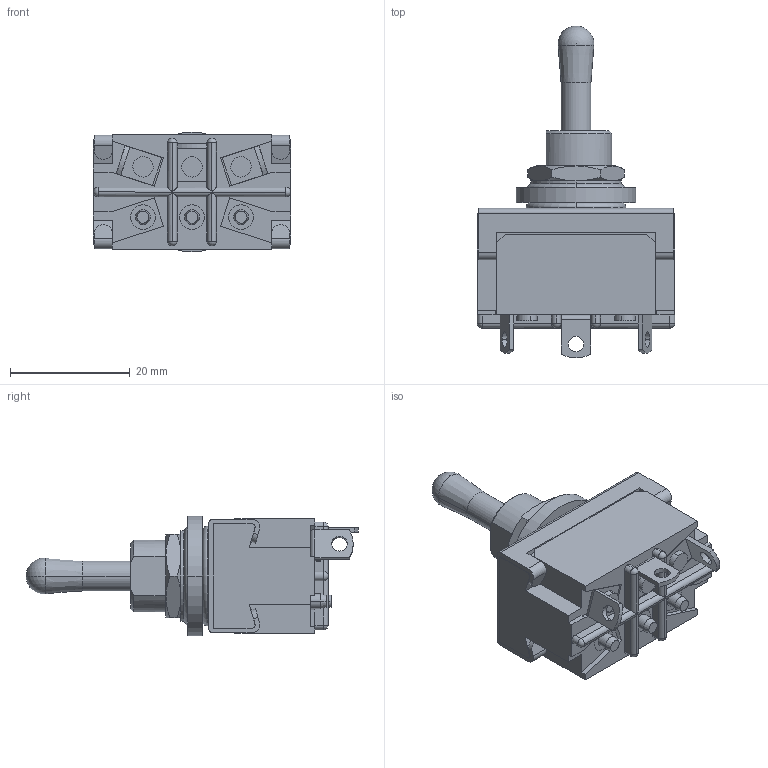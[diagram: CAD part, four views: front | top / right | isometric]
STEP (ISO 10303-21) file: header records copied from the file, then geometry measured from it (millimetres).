
FILE_DESCRIPTION (( 'STEP AP203' ), '1' );
FILE_NAME ('ATE01W.STEP', '2020-03-15T23:56:37', ( '' ), ( '' ), 'SwSTEP 2.0', 'SolidWorks 2018', '' );
FILE_SCHEMA (( 'CONFIG_CONTROL_DESIGN' ));
Length unit declared in the file: millimetre
Products named in the file (11): 下組 単極(2極ケース) 1端子 (Aシリーズ); 僗儕乕僽慻杊悈僩僌儖 (A僔儕乕僘); ATE01W; 9803 0458 20(L儚僢僔儍乕)model; 6061 0728 20(パッキン); 9801 0063 20(ナット)model; 働乕僗 2嬌 (A僔儕乕僘); 僼儗乕儉2嬌僩僌儖 (A僔儕乕僘); 上組 スリーブ組 防水トグル単-2極 (Aシリーズ); 1端子 (Aシリーズ); ダミー端子 (Aシリーズ)
Assembly tree (14 placements, depth 3):
  ATE01W
    下組 単極(2極ケース) 1端子 (Aシリーズ)
      働乕僗 2嬌 (A僔儕乕僘)
      1端子 (Aシリーズ)  x3
      ダミー端子 (Aシリーズ)  x3
    上組 スリーブ組 防水トグル単-2極 (Aシリーズ)
      僼儗乕儉2嬌僩僌儖 (A僔儕乕僘)
      僗儕乕僽慻杊悈僩僌儖 (A僔儕乕僘)
    6061 0728 20(パッキン)
    9803 0458 20(L儚僢僔儍乕)model
    9801 0063 20(ナット)model
Bounding box: 33 x 55.5 x 20 mm (x, y, z)
Volume: 13166.5 mm3; surface area: 8562.9 mm2
Topology: 12 solids, 12 shells, 339 faces, 838 edges, 533 vertices
Faces by surface type: plane 167, cylinder 132, cone 22, torus 10, sphere 8
Entity records: 9954 total; most frequent: CARTESIAN_POINT 1647, DIRECTION 1539, ORIENTED_EDGE 1434, EDGE_CURVE 717, AXIS2_PLACEMENT_3D 550, VERTEX_POINT 458, VECTOR 439, LINE 439
